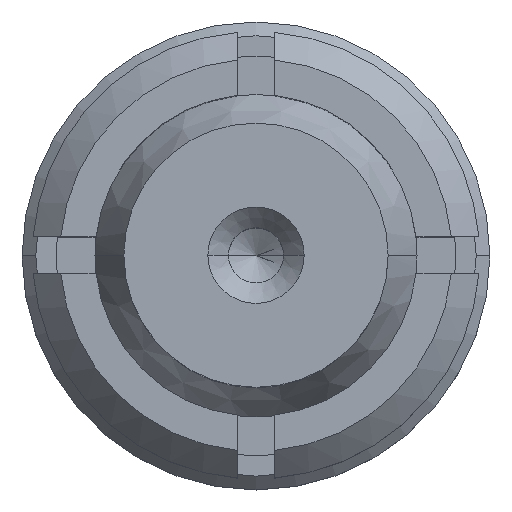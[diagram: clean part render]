
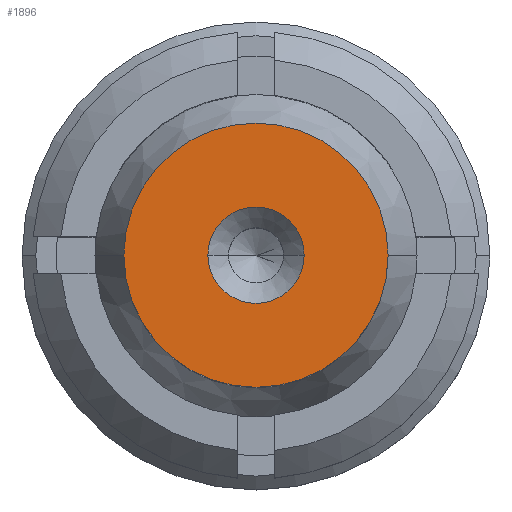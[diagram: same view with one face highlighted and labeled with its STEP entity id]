
A CAD part, top view. The second image highlights one B-rep face of the part: STEP entity #1896.
In plain terms, the highlighted planar face has unit normal (0, 0, 1).
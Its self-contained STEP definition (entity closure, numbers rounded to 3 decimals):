
#33 = AXIS2_PLACEMENT_3D ( 'NONE', #310, #2956, #2461 ) ;
#201 = AXIS2_PLACEMENT_3D ( 'NONE', #1130, #3004, #328 ) ;
#266 = CARTESIAN_POINT ( 'NONE',  ( 0., 0., 3.25 ) ) ;
#299 = EDGE_LOOP ( 'NONE', ( #1813, #2724 ) ) ;
#310 = CARTESIAN_POINT ( 'NONE',  ( 0., 0., 3.25 ) ) ;
#327 = PLANE ( 'NONE',  #1429 ) ;
#328 = DIRECTION ( 'NONE',  ( 1., 0., 0. ) ) ;
#427 = DIRECTION ( 'NONE',  ( 0., 0., 1. ) ) ;
#495 = CARTESIAN_POINT ( 'NONE',  ( -0.96, 0., 3.25 ) ) ;
#591 = ORIENTED_EDGE ( 'NONE', *, *, #2923, .T. ) ;
#861 = DIRECTION ( 'NONE',  ( 0., 0., 1. ) ) ;
#880 = DIRECTION ( 'NONE',  ( 1., 0., 0. ) ) ;
#931 = VERTEX_POINT ( 'NONE', #495 ) ;
#1015 = AXIS2_PLACEMENT_3D ( 'NONE', #2007, #427, #3335 ) ;
#1065 = DIRECTION ( 'NONE',  ( 1., 0., 0. ) ) ;
#1129 = CARTESIAN_POINT ( 'NONE',  ( 0., 0., 3.25 ) ) ;
#1130 = CARTESIAN_POINT ( 'NONE',  ( 0., 0., 3.25 ) ) ;
#1154 = CIRCLE ( 'NONE', #201, 0.35 ) ;
#1328 = EDGE_CURVE ( 'NONE', #931, #2999, #1574, .T. ) ;
#1381 = EDGE_CURVE ( 'NONE', #1972, #2743, #2908, .T. ) ;
#1429 = AXIS2_PLACEMENT_3D ( 'NONE', #1129, #861, #880 ) ;
#1532 = ORIENTED_EDGE ( 'NONE', *, *, #1328, .T. ) ;
#1574 = CIRCLE ( 'NONE', #3068, 0.96 ) ;
#1633 = FACE_OUTER_BOUND ( 'NONE', #3112, .T. ) ;
#1813 = ORIENTED_EDGE ( 'NONE', *, *, #1381, .T. ) ;
#1896 = ADVANCED_FACE ( 'NONE', ( #2765, #1633 ), #327, .T. ) ;
#1972 = VERTEX_POINT ( 'NONE', #2323 ) ;
#2007 = CARTESIAN_POINT ( 'NONE',  ( 0., 0., 3.25 ) ) ;
#2203 = CIRCLE ( 'NONE', #1015, 0.96 ) ;
#2323 = CARTESIAN_POINT ( 'NONE',  ( 0.35, 0., 3.25 ) ) ;
#2461 = DIRECTION ( 'NONE',  ( 1., 0., 0. ) ) ;
#2724 = ORIENTED_EDGE ( 'NONE', *, *, #3237, .T. ) ;
#2743 = VERTEX_POINT ( 'NONE', #2947 ) ;
#2765 = FACE_BOUND ( 'NONE', #299, .T. ) ;
#2908 = CIRCLE ( 'NONE', #33, 0.35 ) ;
#2923 = EDGE_CURVE ( 'NONE', #2999, #931, #2203, .T. ) ;
#2947 = CARTESIAN_POINT ( 'NONE',  ( -0.35, 0., 3.25 ) ) ;
#2956 = DIRECTION ( 'NONE',  ( 0., 0., -1. ) ) ;
#2999 = VERTEX_POINT ( 'NONE', #3157 ) ;
#3004 = DIRECTION ( 'NONE',  ( 0., 0., -1. ) ) ;
#3068 = AXIS2_PLACEMENT_3D ( 'NONE', #266, #3431, #1065 ) ;
#3112 = EDGE_LOOP ( 'NONE', ( #1532, #591 ) ) ;
#3157 = CARTESIAN_POINT ( 'NONE',  ( 0.96, 0., 3.25 ) ) ;
#3237 = EDGE_CURVE ( 'NONE', #2743, #1972, #1154, .T. ) ;
#3335 = DIRECTION ( 'NONE',  ( 1., 0., 0. ) ) ;
#3431 = DIRECTION ( 'NONE',  ( 0., 0., 1. ) ) ;
